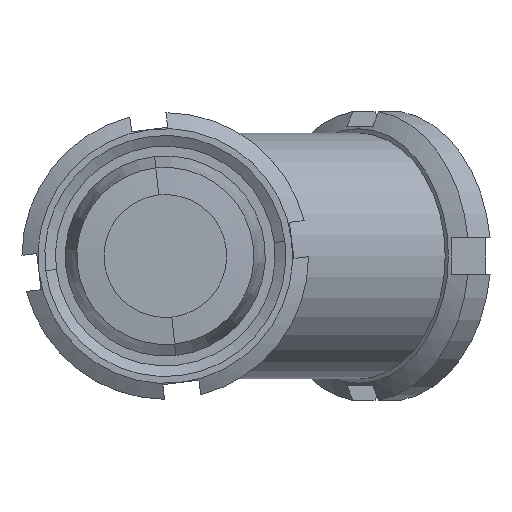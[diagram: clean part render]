
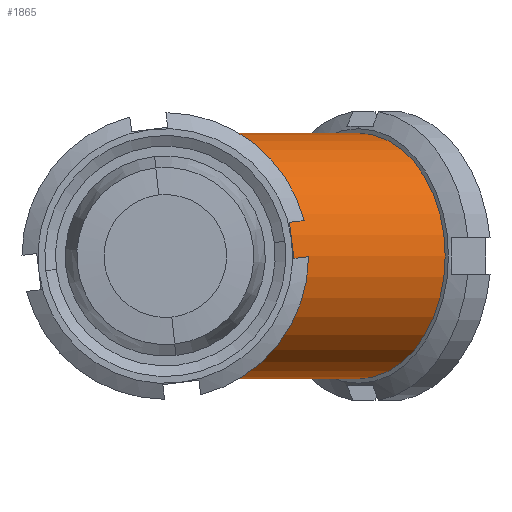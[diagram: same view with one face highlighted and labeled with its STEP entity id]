
A CAD part, left-side view. The second image highlights one B-rep face of the part: STEP entity #1865.
In plain terms, the highlighted cylindrical face has radius 27 mm (diameter 54 mm), a partial arc.
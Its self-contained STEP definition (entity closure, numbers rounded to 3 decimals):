
#3 = AXIS2_PLACEMENT_3D ( 'NONE', #273, #2047, #2291 ) ;
#217 = AXIS2_PLACEMENT_3D ( 'NONE', #1179, #3143, #2907 ) ;
#273 = CARTESIAN_POINT ( 'NONE',  ( 78.13, -47.559, 0. ) ) ;
#465 = VECTOR ( 'NONE', #935, 1000. ) ;
#618 = LINE ( 'NONE', #3116, #2028 ) ;
#710 = VERTEX_POINT ( 'NONE', #2614 ) ;
#813 = LINE ( 'NONE', #1969, #465 ) ;
#838 = ORIENTED_EDGE ( 'NONE', *, *, #2208, .T. ) ;
#917 = DIRECTION ( 'NONE',  ( 0., 0., 1. ) ) ;
#922 = DIRECTION ( 'NONE',  ( 0.707, -0.707, 0. ) ) ;
#935 = DIRECTION ( 'NONE',  ( 0.707, -0.707, 0. ) ) ;
#1179 = CARTESIAN_POINT ( 'NONE',  ( 72.997, -42.426, 0. ) ) ;
#1301 = EDGE_CURVE ( 'Defeature ausgef�hrt2_23+Defeature ausgef�hrt2_3+Defeature ausgef�hrt2_3+Defeature ausgef�hrt2_3', #710, #1382, #2360, .T. ) ;
#1382 = VERTEX_POINT ( 'NONE', #1484 ) ;
#1484 = CARTESIAN_POINT ( 'NONE',  ( 72.997, -42.426, -27. ) ) ;
#1610 = ORIENTED_EDGE ( 'NONE', *, *, #2529, .F. ) ;
#1741 = CYLINDRICAL_SURFACE ( 'NONE', #3, 27. ) ;
#1865 = ADVANCED_FACE ( 'Defeature ausgef�hrt2_3', ( #2786 ), #1741, .T. ) ;
#1921 = CARTESIAN_POINT ( 'NONE',  ( 28.45, 2.121, 0. ) ) ;
#1969 = CARTESIAN_POINT ( 'NONE',  ( 78.13, -47.559, 27. ) ) ;
#2028 = VECTOR ( 'NONE', #922, 1000. ) ;
#2047 = DIRECTION ( 'NONE',  ( 0.707, -0.707, 0. ) ) ;
#2058 = AXIS2_PLACEMENT_3D ( 'NONE', #1921, #3157, #917 ) ;
#2208 = EDGE_CURVE ( 'Defeature ausgef�hrt2_3+Defeature ausgef�hrt2_2+Defeature ausgef�hrt2_2+Defeature ausgef�hrt2_2', #2646, #2665, #2858, .T. ) ;
#2257 = CARTESIAN_POINT ( 'NONE',  ( 28.45, 2.121, 27. ) ) ;
#2291 = DIRECTION ( 'NONE',  ( 0., 0., -1. ) ) ;
#2360 = CIRCLE ( 'NONE', #217, 27. ) ;
#2529 = EDGE_CURVE ( 'NONE', #2646, #710, #813, .T. ) ;
#2589 = ORIENTED_EDGE ( 'NONE', *, *, #1301, .F. ) ;
#2614 = CARTESIAN_POINT ( 'NONE',  ( 72.997, -42.426, 27. ) ) ;
#2646 = VERTEX_POINT ( 'NONE', #2257 ) ;
#2665 = VERTEX_POINT ( 'NONE', #2977 ) ;
#2699 = EDGE_LOOP ( 'NONE', ( #1610, #838, #3070, #2589 ) ) ;
#2786 = FACE_OUTER_BOUND ( 'NONE', #2699, .T. ) ;
#2858 = CIRCLE ( 'NONE', #2058, 27. ) ;
#2907 = DIRECTION ( 'NONE',  ( -0.707, -0.707, 0. ) ) ;
#2977 = CARTESIAN_POINT ( 'NONE',  ( 28.45, 2.121, -27. ) ) ;
#2991 = EDGE_CURVE ( 'NONE', #2665, #1382, #618, .T. ) ;
#3070 = ORIENTED_EDGE ( 'NONE', *, *, #2991, .T. ) ;
#3116 = CARTESIAN_POINT ( 'NONE',  ( 78.13, -47.559, -27. ) ) ;
#3143 = DIRECTION ( 'NONE',  ( 0.707, -0.707, 0. ) ) ;
#3157 = DIRECTION ( 'NONE',  ( 0.707, -0.707, 0. ) ) ;
